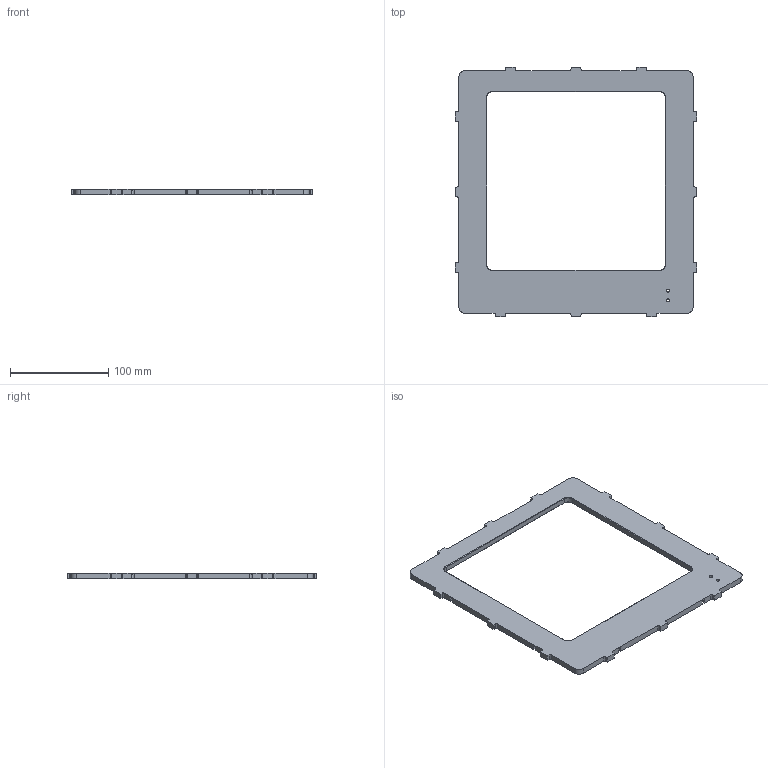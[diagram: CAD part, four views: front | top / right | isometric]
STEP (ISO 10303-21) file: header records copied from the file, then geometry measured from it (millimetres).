
FILE_DESCRIPTION (( 'STEP AP203' ), '1' );
FILE_NAME ('1715-01.STEP', '2014-11-19T13:42:29', ( '' ), ( '' ), 'SwSTEP 2.0', 'SolidWorks 2014', '' );
FILE_SCHEMA (( 'CONFIG_CONTROL_DESIGN' ));
Length unit declared in the file: millimetre
Products named in the file (1): 1715-01
Bounding box: 245.6 x 253.9 x 6 mm (x, y, z)
Volume: 153857.1 mm3; surface area: 63605.3 mm2
Topology: 1 solids, 1 shells, 212 faces, 608 edges, 400 vertices
Faces by surface type: plane 124, cylinder 80, cone 8
Entity records: 7021 total; most frequent: CARTESIAN_POINT 1221, ORIENTED_EDGE 1216, DIRECTION 1202, EDGE_CURVE 608, VECTOR 440, LINE 440, VERTEX_POINT 400, AXIS2_PLACEMENT_3D 381
